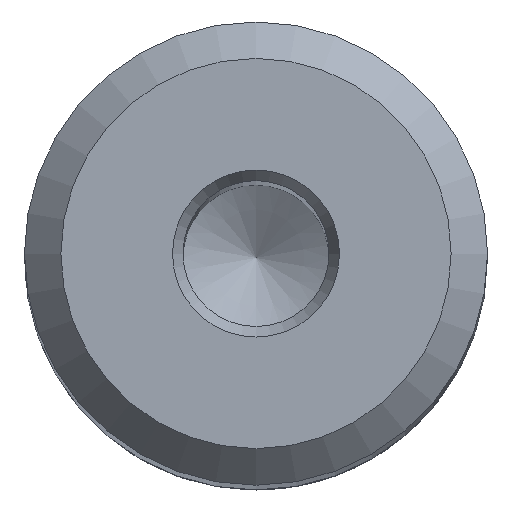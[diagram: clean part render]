
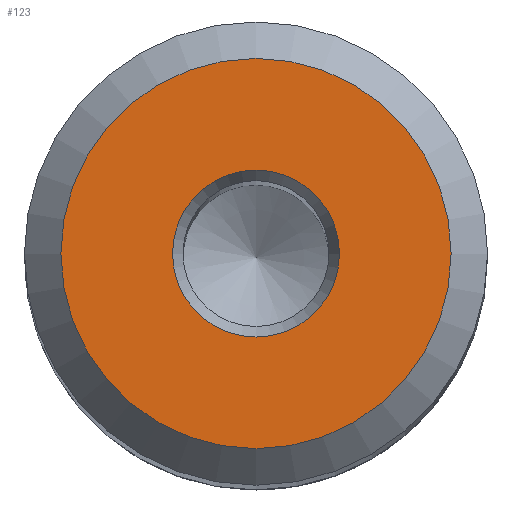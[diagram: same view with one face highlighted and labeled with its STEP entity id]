
A CAD part, top view. The second image highlights one B-rep face of the part: STEP entity #123.
In plain terms, the highlighted planar face has unit normal (0, 0, 1).
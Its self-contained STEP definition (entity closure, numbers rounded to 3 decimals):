
#35=PLANE('',#629);
#123=ADVANCED_FACE('',(#259,#260),#35,.T.);
#259=FACE_BOUND('',#345,.T.);
#260=FACE_BOUND('',#346,.T.);
#345=EDGE_LOOP('',(#431));
#346=EDGE_LOOP('',(#432));
#431=ORIENTED_EDGE('',*,*,#522,.T.);
#432=ORIENTED_EDGE('',*,*,#523,.T.);
#479=VERTEX_POINT('',#1109);
#480=VERTEX_POINT('',#1112);
#522=EDGE_CURVE('',#479,#479,#563,.T.);
#523=EDGE_CURVE('',#480,#480,#564,.T.);
#563=CIRCLE('',#626,4.577);
#564=CIRCLE('',#628,10.7);
#626=AXIS2_PLACEMENT_3D('',#1108,#771,#772);
#628=AXIS2_PLACEMENT_3D('',#1111,#775,#776);
#629=AXIS2_PLACEMENT_3D('',#1113,#777,#778);
#771=DIRECTION('',(0.,0.,-1.));
#772=DIRECTION('',(1.,0.,0.));
#775=DIRECTION('',(0.,0.,1.));
#776=DIRECTION('',(1.,0.,0.));
#777=DIRECTION('',(0.,0.,1.));
#778=DIRECTION('',(1.,0.,0.));
#1108=CARTESIAN_POINT('',(0.,0.,0.));
#1109=CARTESIAN_POINT('',(4.577,0.,0.));
#1111=CARTESIAN_POINT('',(0.,0.,0.));
#1112=CARTESIAN_POINT('',(10.7,0.,0.));
#1113=CARTESIAN_POINT('',(0.,0.,0.));
